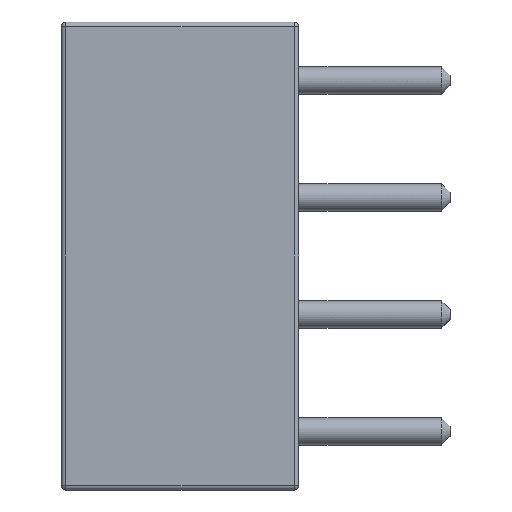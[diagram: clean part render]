
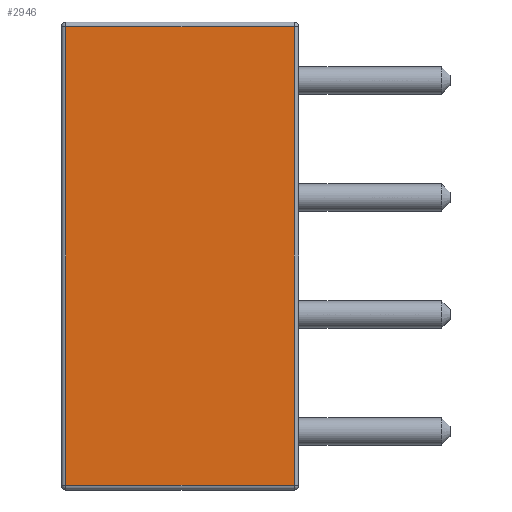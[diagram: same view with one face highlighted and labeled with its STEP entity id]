
A CAD part, left-side view. The second image highlights one B-rep face of the part: STEP entity #2946.
In plain terms, the highlighted planar face has unit normal (-1, 0, 0).
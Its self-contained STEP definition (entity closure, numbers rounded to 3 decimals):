
#147=PLANE('',#3216);
#331=FACE_OUTER_BOUND('',#517,.T.);
#517=EDGE_LOOP('',(#2353,#2354,#2355,#2356));
#641=LINE('',#4288,#901);
#747=LINE('',#4882,#1007);
#749=LINE('',#4885,#1009);
#753=LINE('',#4892,#1013);
#901=VECTOR('',#3386,10.);
#1007=VECTOR('',#3798,10.);
#1009=VECTOR('',#3802,10.);
#1013=VECTOR('',#3812,10.);
#1298=VERTEX_POINT('',#4282);
#1300=VERTEX_POINT('',#4286);
#1424=VERTEX_POINT('',#4860);
#1429=VERTEX_POINT('',#4875);
#1561=EDGE_CURVE('',#1300,#1298,#641,.T.);
#1766=EDGE_CURVE('',#1424,#1429,#747,.T.);
#1768=EDGE_CURVE('',#1429,#1300,#749,.T.);
#1772=EDGE_CURVE('',#1298,#1424,#753,.T.);
#2353=ORIENTED_EDGE('',*,*,#1561,.F.);
#2354=ORIENTED_EDGE('',*,*,#1768,.F.);
#2355=ORIENTED_EDGE('',*,*,#1766,.F.);
#2356=ORIENTED_EDGE('',*,*,#1772,.F.);
#2946=ADVANCED_FACE('',(#331),#147,.F.);
#3216=AXIS2_PLACEMENT_3D('',#4901,#3825,#3826);
#3386=DIRECTION('',(0.,1.,0.));
#3798=DIRECTION('',(0.,-1.,0.));
#3802=DIRECTION('',(0.,0.,-1.));
#3812=DIRECTION('',(0.,0.,1.));
#3825=DIRECTION('center_axis',(1.,0.,0.));
#3826=DIRECTION('ref_axis',(0.,-1.,0.));
#4282=CARTESIAN_POINT('',(-5.08,5.06,-10.06));
#4286=CARTESIAN_POINT('',(-5.08,0.1,-10.06));
#4288=CARTESIAN_POINT('',(-5.08,3.87,-10.06));
#4860=CARTESIAN_POINT('',(-5.08,5.06,-0.1));
#4875=CARTESIAN_POINT('',(-5.08,0.1,-0.1));
#4882=CARTESIAN_POINT('',(-5.08,3.87,-0.1));
#4885=CARTESIAN_POINT('',(-5.08,0.1,0.));
#4892=CARTESIAN_POINT('',(-5.08,5.06,0.));
#4901=CARTESIAN_POINT('Origin',(-5.08,5.16,0.));
